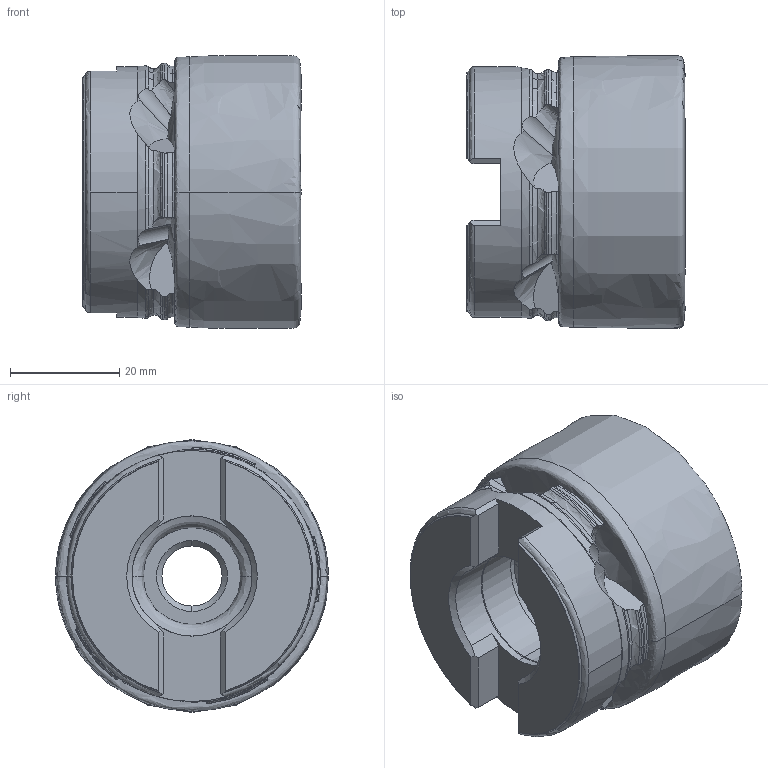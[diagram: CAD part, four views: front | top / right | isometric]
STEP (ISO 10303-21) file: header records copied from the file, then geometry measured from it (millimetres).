
FILE_DESCRIPTION (( 'STEP AP214' ), '1' );
FILE_NAME ('90PP-050-49-5.STEP', '2013-02-20T15:31:51', ( '' ), ( '' ), 'SwSTEP 2.0', 'SolidWorks 2013', '' );
FILE_SCHEMA (( 'AUTOMOTIVE_DESIGN' ));
Length unit declared in the file: millimetre
Products named in the file (1): 90PP-050-49-5
Bounding box: 40.05 x 49.99 x 50 mm (x, y, z)
Volume: 56967.1 mm3; surface area: 12559.9 mm2
Topology: 1 solids, 1 shells, 170 faces, 484 edges, 317 vertices
Faces by surface type: plane 48, torus 46, bspline 26, cylinder 25, cone 25
Entity records: 8307 total; most frequent: CARTESIAN_POINT 4192, ORIENTED_EDGE 968, DIRECTION 667, EDGE_CURVE 484, VERTEX_POINT 317, AXIS2_PLACEMENT_3D 281, B_SPLINE_CURVE_WITH_KNOTS 233, EDGE_LOOP 173
